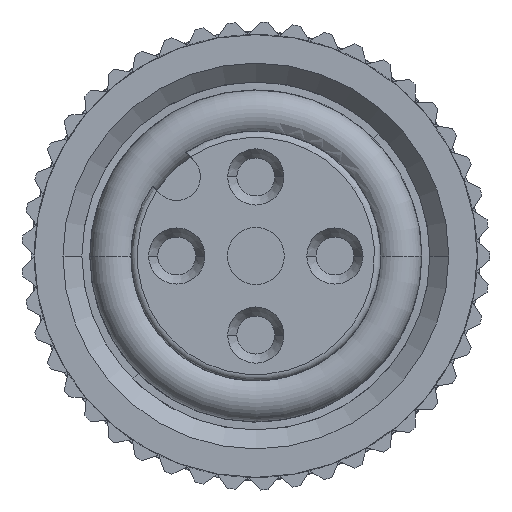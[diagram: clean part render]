
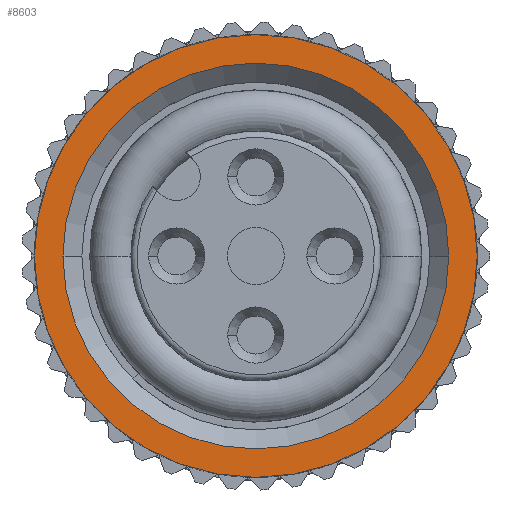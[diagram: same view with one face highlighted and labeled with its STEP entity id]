
A CAD part, left-side view. The second image highlights one B-rep face of the part: STEP entity #8603.
In plain terms, the highlighted planar face has unit normal (-1, 0, 0).
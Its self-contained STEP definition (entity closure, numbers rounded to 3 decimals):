
#446=CARTESIAN_POINT('',(1.,0.,0.));
#447=DIRECTION('',(1.,0.,0.));
#448=DIRECTION('',(0.,1.,0.));
#449=AXIS2_PLACEMENT_3D('',#446,#447,#448);
#464=CARTESIAN_POINT('',(1.,0.,0.));
#465=DIRECTION('',(-1.,0.,0.));
#466=DIRECTION('',(0.,0.,1.));
#467=AXIS2_PLACEMENT_3D('',#464,#465,#466);
#469=CARTESIAN_POINT('',(1.,0.,0.));
#470=DIRECTION('',(-1.,0.,0.));
#471=DIRECTION('',(0.,0.,-1.));
#472=AXIS2_PLACEMENT_3D('',#469,#470,#471);
#6494=CARTESIAN_POINT('',(1.,0.,0.));
#6495=DIRECTION('',(1.,0.,0.));
#6496=DIRECTION('',(0.,-1.,0.));
#6497=AXIS2_PLACEMENT_3D('',#6494,#6495,#6496);
#6953=CARTESIAN_POINT('',(1.,0.,7.));
#6954=CARTESIAN_POINT('',(1.,0.,-7.));
#6955=VERTEX_POINT('',#6953);
#6956=VERTEX_POINT('',#6954);
#6965=CARTESIAN_POINT('',(1.,-6.1,0.));
#6966=CARTESIAN_POINT('',(1.,6.1,0.));
#6967=VERTEX_POINT('',#6965);
#6968=VERTEX_POINT('',#6966);
#8587=CARTESIAN_POINT('',(1.,0.,0.));
#8588=DIRECTION('',(-1.,0.,0.));
#8589=DIRECTION('',(0.,0.,-1.));
#8590=AXIS2_PLACEMENT_3D('',#8587,#8588,#8589);
#8591=PLANE('',#8590);
#8593=ORIENTED_EDGE('',*,*,#8592,.F.);
#8595=ORIENTED_EDGE('',*,*,#8594,.F.);
#8596=EDGE_LOOP('',(#8593,#8595));
#8597=FACE_OUTER_BOUND('',#8596,.F.);
#8599=ORIENTED_EDGE('',*,*,#8598,.F.);
#8600=ORIENTED_EDGE('',*,*,#8565,.F.);
#8601=EDGE_LOOP('',(#8599,#8600));
#8602=FACE_BOUND('',#8601,.F.);
#8603=ADVANCED_FACE('',(#8597,#8602),#8591,.T.);
#450=CIRCLE('',#449,6.1);
#468=CIRCLE('',#467,7.);
#473=CIRCLE('',#472,7.);
#6498=CIRCLE('',#6497,6.1);
#8565=EDGE_CURVE('',#6968,#6967,#450,.T.);
#8592=EDGE_CURVE('',#6955,#6956,#468,.T.);
#8594=EDGE_CURVE('',#6956,#6955,#473,.T.);
#8598=EDGE_CURVE('',#6967,#6968,#6498,.T.);
